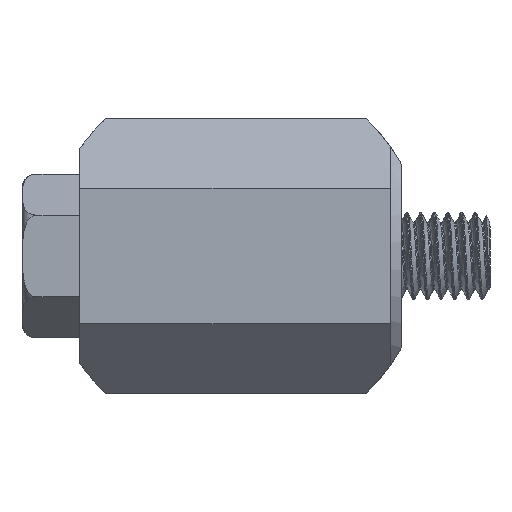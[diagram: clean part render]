
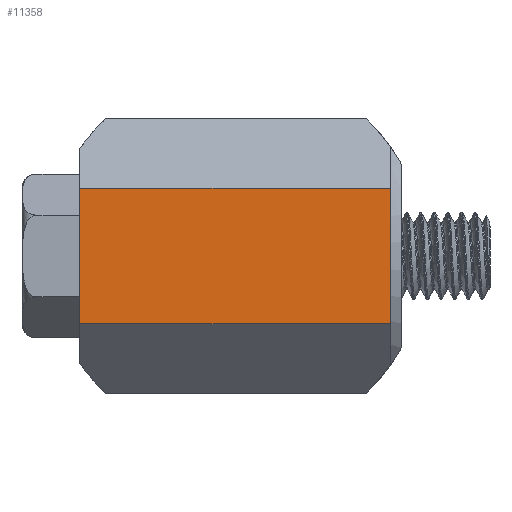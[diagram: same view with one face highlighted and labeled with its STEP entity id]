
A CAD part, left-side view. The second image highlights one B-rep face of the part: STEP entity #11358.
In plain terms, the highlighted planar face has unit normal (-1, 0, 0).
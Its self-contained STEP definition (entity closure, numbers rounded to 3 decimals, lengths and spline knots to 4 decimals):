
#2162=FACE_OUTER_BOUND('',#2462,.T.);
#2462=EDGE_LOOP('',(#6840,#6841,#6842,#6843));
#2815=LINE('',#14957,#3025);
#2821=LINE('',#15019,#3031);
#2822=LINE('',#15021,#3032);
#2823=LINE('',#15022,#3033);
#3025=VECTOR('',#12786,0.3937);
#3031=VECTOR('',#12846,0.3937);
#3032=VECTOR('',#12847,0.3937);
#3033=VECTOR('',#12848,0.3937);
#3241=VERTEX_POINT('',#14954);
#3242=VERTEX_POINT('',#14956);
#3262=VERTEX_POINT('',#15018);
#3263=VERTEX_POINT('',#15020);
#4676=EDGE_CURVE('',#3242,#3241,#2815,.T.);
#4700=EDGE_CURVE('',#3262,#3242,#2821,.T.);
#4701=EDGE_CURVE('',#3263,#3241,#2822,.T.);
#4702=EDGE_CURVE('',#3262,#3263,#2823,.T.);
#6840=ORIENTED_EDGE('',*,*,#4700,.T.);
#6841=ORIENTED_EDGE('',*,*,#4676,.T.);
#6842=ORIENTED_EDGE('',*,*,#4701,.F.);
#6843=ORIENTED_EDGE('',*,*,#4702,.F.);
#10917=PLANE('',#11754);
#11358=ADVANCED_FACE('',(#2162),#10917,.T.);
#11754=AXIS2_PLACEMENT_3D('',#15017,#12844,#12845);
#12786=DIRECTION('',(0.,0.,-1.));
#12844=DIRECTION('center_axis',(-1.,0.,0.));
#12845=DIRECTION('ref_axis',(0.,1.,0.));
#12846=DIRECTION('',(0.,1.,0.));
#12847=DIRECTION('',(0.,1.,0.));
#12848=DIRECTION('',(0.,0.,-1.));
#14954=CARTESIAN_POINT('',(-1.373,1.12,-0.245));
#14956=CARTESIAN_POINT('',(-1.373,1.12,0.245));
#14957=CARTESIAN_POINT('',(-1.373,1.12,0.245));
#15017=CARTESIAN_POINT('Origin',(-1.373,0.,0.245));
#15018=CARTESIAN_POINT('',(-1.373,0.,0.245));
#15019=CARTESIAN_POINT('',(-1.373,0.,0.245));
#15020=CARTESIAN_POINT('',(-1.373,0.,-0.245));
#15021=CARTESIAN_POINT('',(-1.373,0.,-0.245));
#15022=CARTESIAN_POINT('',(-1.373,0.,0.245));
